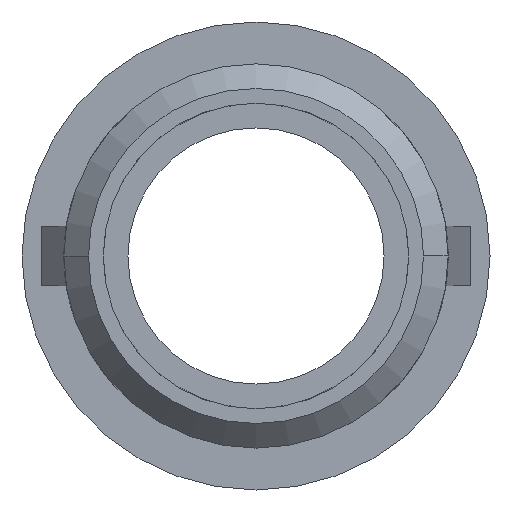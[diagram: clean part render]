
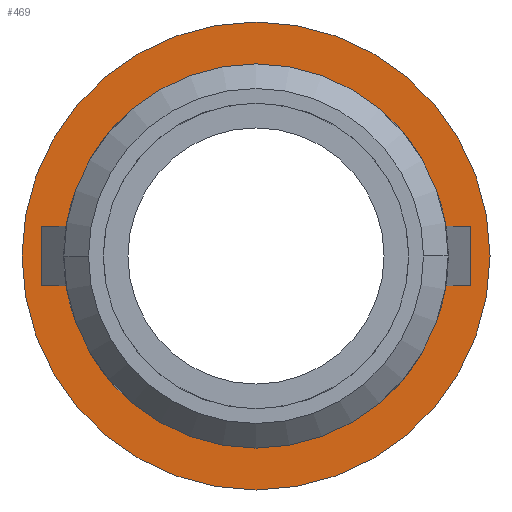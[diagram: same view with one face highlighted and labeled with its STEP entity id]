
A CAD part, front view. The second image highlights one B-rep face of the part: STEP entity #469.
In plain terms, the highlighted planar face has unit normal (0, -1, 0).
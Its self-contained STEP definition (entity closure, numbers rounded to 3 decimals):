
#52 = CIRCLE ( 'NONE', #514, 3.9 ) ;
#60 = CARTESIAN_POINT ( 'NONE',  ( 0., 1.5, 0. ) ) ;
#82 = EDGE_CURVE ( 'NONE', #255, #547, #1691, .T. ) ;
#105 = EDGE_CURVE ( 'NONE', #286, #1534, #52, .T. ) ;
#134 = EDGE_LOOP ( 'NONE', ( #1243, #885 ) ) ;
#255 = VERTEX_POINT ( 'NONE', #357 ) ;
#286 = VERTEX_POINT ( 'NONE', #925 ) ;
#353 = AXIS2_PLACEMENT_3D ( 'NONE', #955, #1354, #1374 ) ;
#357 = CARTESIAN_POINT ( 'NONE',  ( -4.75, 1.5, 0. ) ) ;
#469 = ADVANCED_FACE ( 'NONE', ( #1060, #784 ), #1024, .F. ) ;
#514 = AXIS2_PLACEMENT_3D ( 'NONE', #797, #1112, #519 ) ;
#519 = DIRECTION ( 'NONE',  ( -1., 0., 0. ) ) ;
#523 = DIRECTION ( 'NONE',  ( 0., 1., 0. ) ) ;
#545 = CARTESIAN_POINT ( 'NONE',  ( 4.75, 1.5, 0. ) ) ;
#547 = VERTEX_POINT ( 'NONE', #1342 ) ;
#610 = EDGE_CURVE ( 'NONE', #547, #255, #1475, .T. ) ;
#677 = AXIS2_PLACEMENT_3D ( 'NONE', #545, #523, #1027 ) ;
#776 = AXIS2_PLACEMENT_3D ( 'NONE', #1309, #1249, #1105 ) ;
#784 = FACE_BOUND ( 'NONE', #1468, .T. ) ;
#790 = DIRECTION ( 'NONE',  ( 0., 1., 0. ) ) ;
#797 = CARTESIAN_POINT ( 'NONE',  ( 0., 1.5, 0. ) ) ;
#835 = CIRCLE ( 'NONE', #1520, 3.9 ) ;
#874 = ORIENTED_EDGE ( 'NONE', *, *, #105, .T. ) ;
#885 = ORIENTED_EDGE ( 'NONE', *, *, #610, .F. ) ;
#925 = CARTESIAN_POINT ( 'NONE',  ( -3.9, 1.5, 0. ) ) ;
#955 = CARTESIAN_POINT ( 'NONE',  ( 0., 1.5, 0. ) ) ;
#1024 = PLANE ( 'NONE',  #677 ) ;
#1027 = DIRECTION ( 'NONE',  ( -1., 0., 0. ) ) ;
#1060 = FACE_OUTER_BOUND ( 'NONE', #134, .T. ) ;
#1096 = ORIENTED_EDGE ( 'NONE', *, *, #1506, .T. ) ;
#1105 = DIRECTION ( 'NONE',  ( -1., 0., 0. ) ) ;
#1112 = DIRECTION ( 'NONE',  ( 0., 1., 0. ) ) ;
#1243 = ORIENTED_EDGE ( 'NONE', *, *, #82, .F. ) ;
#1249 = DIRECTION ( 'NONE',  ( 0., 1., 0. ) ) ;
#1309 = CARTESIAN_POINT ( 'NONE',  ( 0., 1.5, 0. ) ) ;
#1342 = CARTESIAN_POINT ( 'NONE',  ( 4.75, 1.5, 0. ) ) ;
#1354 = DIRECTION ( 'NONE',  ( 0., 1., 0. ) ) ;
#1374 = DIRECTION ( 'NONE',  ( -1., 0., 0. ) ) ;
#1468 = EDGE_LOOP ( 'NONE', ( #874, #1096 ) ) ;
#1475 = CIRCLE ( 'NONE', #776, 4.75 ) ;
#1506 = EDGE_CURVE ( 'NONE', #1534, #286, #835, .T. ) ;
#1520 = AXIS2_PLACEMENT_3D ( 'NONE', #60, #790, #1695 ) ;
#1534 = VERTEX_POINT ( 'NONE', #1566 ) ;
#1566 = CARTESIAN_POINT ( 'NONE',  ( 3.9, 1.5, 0. ) ) ;
#1691 = CIRCLE ( 'NONE', #353, 4.75 ) ;
#1695 = DIRECTION ( 'NONE',  ( -1., 0., 0. ) ) ;
